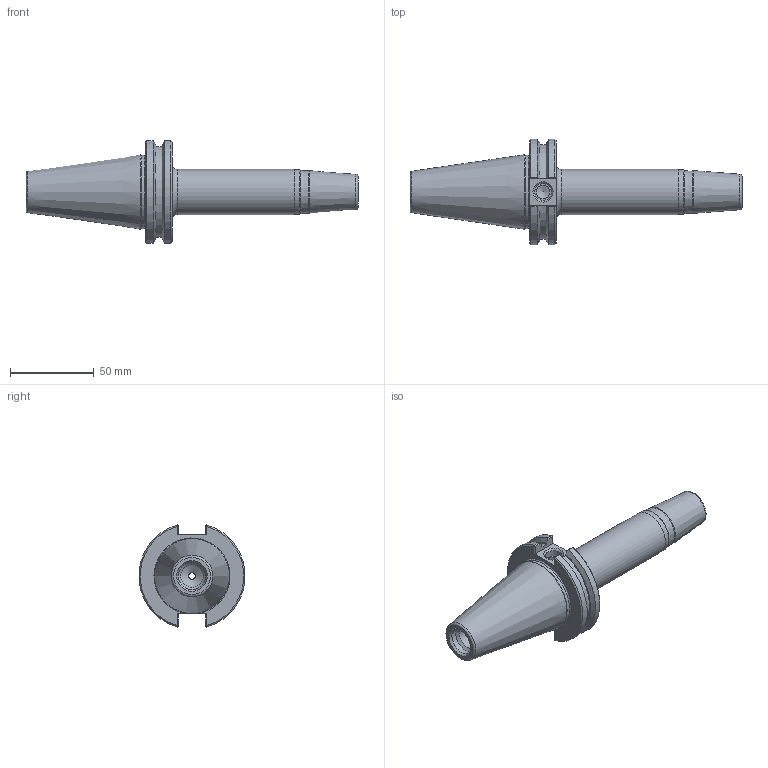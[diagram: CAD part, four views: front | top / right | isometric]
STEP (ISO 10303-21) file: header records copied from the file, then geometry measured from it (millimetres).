
FILE_DESCRIPTION(/* description */ ('SHRINK FIT HOLDER'),/* implementation_level */ '2;1');
FILE_NAME(/* name */ 'C40A-25SF512-9C.stp',/* time_stamp */ '2019-10-10T16:42:16-04:00',/* author */ ('dhartman'),/* organization */ (''),/* preprocessor_version */ 'ST-DEVELOPER v16.13',/* originating_system */ 'Autodesk Inventor 2018',/* authorisation */ '7.8 in^3');
FILE_SCHEMA (('AUTOMOTIVE_DESIGN { 1 0 10303 214 3 1 1 }'));
Products named in the file (3): C40A-25SF512-9C; C40A-25SF512-9C_1; 029-060
Assembly tree (2 placements, depth 2):
  C40A-25SF512-9C
    C40A-25SF512-9C_1
    029-060
Bounding box: 198.26 x 63.26 x 61.05 mm (x, y, z)
Volume: 149500.4 mm3; surface area: 33199.5 mm2
Topology: 2 solids, 2 shells, 94 faces, 245 edges, 158 vertices
Faces by surface type: plane 41, cone 27, cylinder 21, torus 4, sphere 1
Full cylindrical faces by diameter (mm): 3 x2, 3.251 x2, 4 x1, 4.134 x1, 5 x1, 6.337 x1, 7.099 x1, 8 x1, 10.046 x1, 13.386 x1, 16.459 x1, 27 x1, 43.942 x1
Entity records: 2928 total; most frequent: CARTESIAN_POINT 654, DIRECTION 459, ORIENTED_EDGE 378, EDGE_CURVE 189, AXIS2_PLACEMENT_3D 186, EDGE_LOOP 144, VERTEX_POINT 141, FACE_OUTER_BOUND 94
